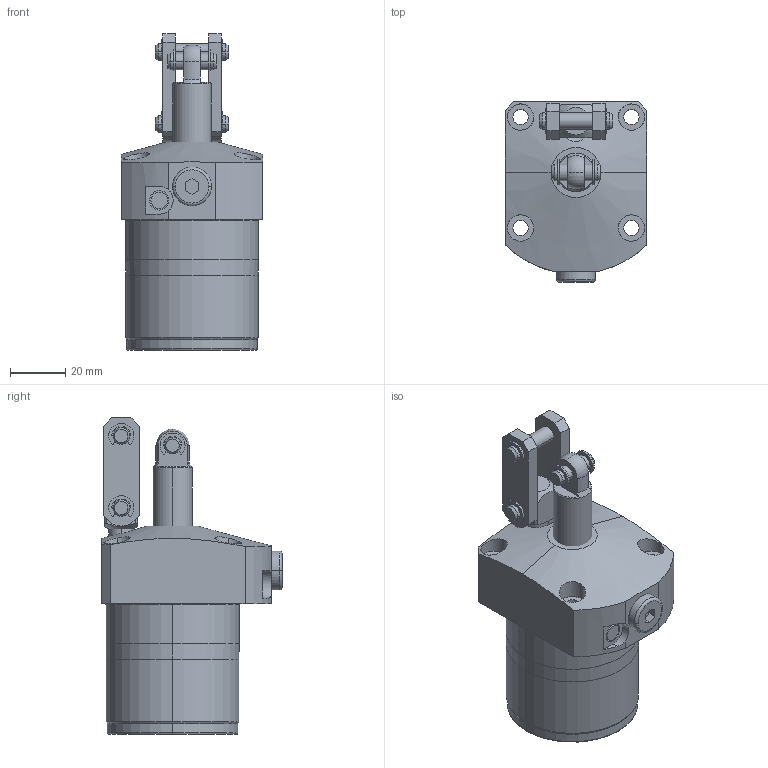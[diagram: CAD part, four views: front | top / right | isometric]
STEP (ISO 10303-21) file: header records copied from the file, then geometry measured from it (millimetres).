
FILE_DESCRIPTION (( 'STEP AP203' ), '1' );
FILE_NAME ('LM0480-CC.STEP', '2018-12-15T06:15:51', ( '微软用户' ), ( '微软中国' ), 'SwSTEP 2.0', 'SolidWorks 2012', '' );
FILE_SCHEMA (( 'CONFIG_CONTROL_DESIGN' ));
Length unit declared in the file: millimetre
Products named in the file (10): LM0480-CC_rev1.sldasm-Part-1; LM0480-CC_rev1.sldasm-Part-2; LM0480-CC_rev1.sldasm-Part-3; LM0480-CC_rev1.sldasm-Part-4; LM0480-CC_rev1.sldasm-Part-5; LM0480-CC_rev1.sldasm-Part-6; LM0480-CC_rev1.sldasm-Part-7; LM0480-CC_rev1.sldasm-Part-8; LM0480-CC_rev1.sldasm-Part-9; LM0480-CC
Assembly tree (16 placements, depth 2):
  LM0480-CC
    LM0480-CC_rev1.sldasm-Part-1
    LM0480-CC_rev1.sldasm-Part-2  x6
    LM0480-CC_rev1.sldasm-Part-3  x2
    LM0480-CC_rev1.sldasm-Part-4  x2
    LM0480-CC_rev1.sldasm-Part-5
    LM0480-CC_rev1.sldasm-Part-6
    LM0480-CC_rev1.sldasm-Part-7
    LM0480-CC_rev1.sldasm-Part-8
    LM0480-CC_rev1.sldasm-Part-9
Bounding box: 51 x 65 x 114 mm (x, y, z)
Volume: 165773.6 mm3; surface area: 28663.1 mm2
Topology: 16 solids, 16 shells, 365 faces, 903 edges, 588 vertices
Faces by surface type: cylinder 198, plane 128, cone 29, torus 8, sphere 2
Entity records: 7963 total; most frequent: CARTESIAN_POINT 1723, DIRECTION 1131, ORIENTED_EDGE 980, EDGE_CURVE 490, AXIS2_PLACEMENT_3D 462, VERTEX_POINT 316, EDGE_LOOP 246, CIRCLE 233
